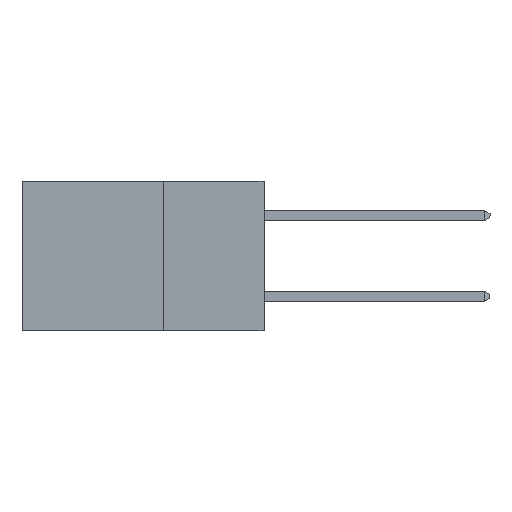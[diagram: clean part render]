
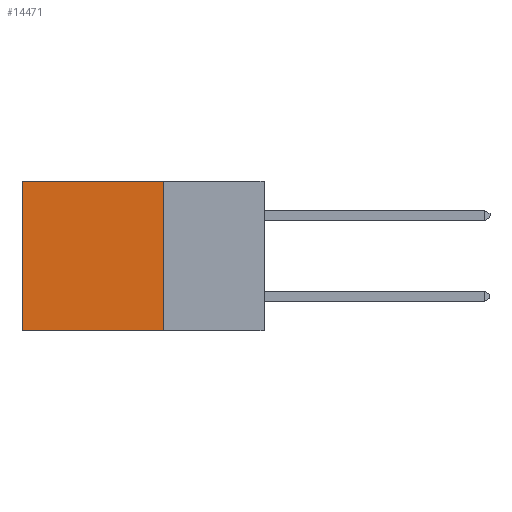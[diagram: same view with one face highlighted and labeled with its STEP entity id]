
A CAD part, left-side view. The second image highlights one B-rep face of the part: STEP entity #14471.
In plain terms, the highlighted planar face has unit normal (-1, 0, 0).
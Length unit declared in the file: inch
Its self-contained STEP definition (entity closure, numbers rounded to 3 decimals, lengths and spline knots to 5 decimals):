
#1298 = VECTOR ( 'NONE', #12474, 39.37008 ) ;
#2109 = EDGE_CURVE ( 'NONE', #22357, #21676, #20809, .T. ) ;
#2322 = VERTEX_POINT ( 'NONE', #22968 ) ;
#3957 = EDGE_CURVE ( 'NONE', #2322, #13076, #6222, .T. ) ;
#4163 = VECTOR ( 'NONE', #20980, 39.37008 ) ;
#4877 = CARTESIAN_POINT ( 'NONE',  ( 0.298, 0.6, -0.37 ) ) ;
#6083 = EDGE_CURVE ( 'NONE', #13076, #21676, #16090, .T. ) ;
#6222 = LINE ( 'NONE', #21477, #11734 ) ;
#6320 = VECTOR ( 'NONE', #12354, 39.37008 ) ;
#6488 = ORIENTED_EDGE ( 'NONE', *, *, #2109, .F. ) ;
#6593 = CARTESIAN_POINT ( 'NONE',  ( 0.298, 0.25, -0.37 ) ) ;
#6963 = DIRECTION ( 'NONE',  ( 0., 0., -1. ) ) ;
#9797 = ORIENTED_EDGE ( 'NONE', *, *, #15788, .F. ) ;
#9963 = ORIENTED_EDGE ( 'NONE', *, *, #6083, .T. ) ;
#10411 = CARTESIAN_POINT ( 'NONE',  ( 0.298, 0.25, -0.37 ) ) ;
#10611 = CARTESIAN_POINT ( 'NONE',  ( 0.298, 0.25, 0. ) ) ;
#10774 = AXIS2_PLACEMENT_3D ( 'NONE', #10611, #17947, #6963 ) ;
#11734 = VECTOR ( 'NONE', #20103, 39.37008 ) ;
#12019 = CARTESIAN_POINT ( 'NONE',  ( 0.298, 0.6, 0. ) ) ;
#12354 = DIRECTION ( 'NONE',  ( 0., 1., 0. ) ) ;
#12474 = DIRECTION ( 'NONE',  ( 0., 0., -1. ) ) ;
#13076 = VERTEX_POINT ( 'NONE', #19506 ) ;
#13531 = FACE_OUTER_BOUND ( 'NONE', #18189, .T. ) ;
#14299 = PLANE ( 'NONE',  #10774 ) ;
#14471 = ADVANCED_FACE ( 'NONE', ( #13531 ), #14299, .F. ) ;
#15788 = EDGE_CURVE ( 'NONE', #2322, #22357, #18830, .T. ) ;
#16090 = LINE ( 'NONE', #12019, #1298 ) ;
#17947 = DIRECTION ( 'NONE',  ( 1., 0., 0. ) ) ;
#18189 = EDGE_LOOP ( 'NONE', ( #9963, #6488, #9797, #23157 ) ) ;
#18830 = LINE ( 'NONE', #22718, #4163 ) ;
#19506 = CARTESIAN_POINT ( 'NONE',  ( 0.298, 0.6, 0. ) ) ;
#20103 = DIRECTION ( 'NONE',  ( 0., 1., 0. ) ) ;
#20809 = LINE ( 'NONE', #6593, #6320 ) ;
#20980 = DIRECTION ( 'NONE',  ( 0., 0., -1. ) ) ;
#21477 = CARTESIAN_POINT ( 'NONE',  ( 0.298, 0.25, 0. ) ) ;
#21676 = VERTEX_POINT ( 'NONE', #4877 ) ;
#22357 = VERTEX_POINT ( 'NONE', #10411 ) ;
#22718 = CARTESIAN_POINT ( 'NONE',  ( 0.298, 0.25, 0. ) ) ;
#22968 = CARTESIAN_POINT ( 'NONE',  ( 0.298, 0.25, 0. ) ) ;
#23157 = ORIENTED_EDGE ( 'NONE', *, *, #3957, .T. ) ;
